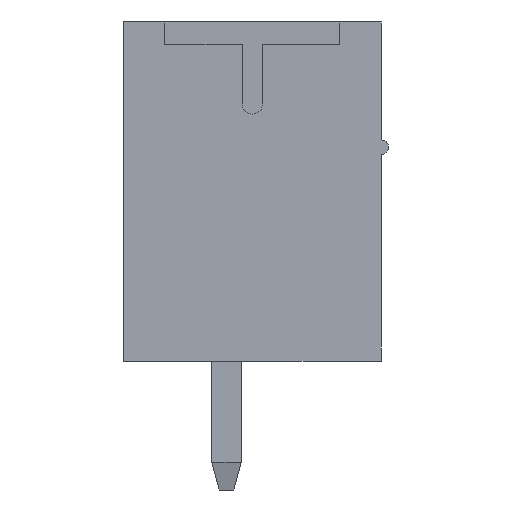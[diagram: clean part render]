
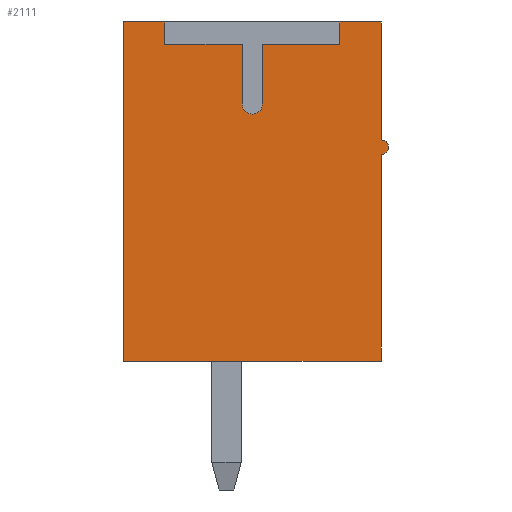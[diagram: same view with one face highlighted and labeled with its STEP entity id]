
A CAD part, left-side view. The second image highlights one B-rep face of the part: STEP entity #2111.
In plain terms, the highlighted planar face has unit normal (-1, 0, 0).
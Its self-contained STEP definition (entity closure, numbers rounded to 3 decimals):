
#2111 = ADVANCED_FACE( '', ( #4363 ), #4364, .F. );
#4363 = FACE_OUTER_BOUND( '', #6769, .T. );
#4364 = PLANE( '', #6770 );
#6769 = EDGE_LOOP( '', ( #12820, #12821, #12822, #12823, #12824, #12825, #12826, #12827, #12828, #12829, #12830, #12831, #12832, #12833 ) );
#6770 = AXIS2_PLACEMENT_3D( '', #12834, #12835, #12836 );
#12820 = ORIENTED_EDGE( '', *, *, #16847, .T. );
#12821 = ORIENTED_EDGE( '', *, *, #17172, .T. );
#12822 = ORIENTED_EDGE( '', *, *, #17353, .T. );
#12823 = ORIENTED_EDGE( '', *, *, #17354, .T. );
#12824 = ORIENTED_EDGE( '', *, *, #15288, .T. );
#12825 = ORIENTED_EDGE( '', *, *, #16310, .T. );
#12826 = ORIENTED_EDGE( '', *, *, #15143, .T. );
#12827 = ORIENTED_EDGE( '', *, *, #17355, .T. );
#12828 = ORIENTED_EDGE( '', *, *, #17356, .T. );
#12829 = ORIENTED_EDGE( '', *, *, #17174, .T. );
#12830 = ORIENTED_EDGE( '', *, *, #15319, .T. );
#12831 = ORIENTED_EDGE( '', *, *, #17357, .T. );
#12832 = ORIENTED_EDGE( '', *, *, #15499, .T. );
#12833 = ORIENTED_EDGE( '', *, *, #17358, .T. );
#12834 = CARTESIAN_POINT( '', ( -32.83, 0., 2.375 ) );
#12835 = DIRECTION( '', ( 1., 0., 0. ) );
#12836 = DIRECTION( '', ( 0., 0., -1. ) );
#15143 = EDGE_CURVE( '', #18355, #18353, #18356, .T. );
#15288 = EDGE_CURVE( '', #18609, #18607, #18610, .T. );
#15319 = EDGE_CURVE( '', #18659, #18660, #18661, .T. );
#15499 = EDGE_CURVE( '', #18978, #18979, #18980, .T. );
#16310 = EDGE_CURVE( '', #18607, #18355, #20289, .T. );
#16847 = EDGE_CURVE( '', #21056, #21057, #21058, .T. );
#17172 = EDGE_CURVE( '', #21057, #21460, #21462, .T. );
#17174 = EDGE_CURVE( '', #21464, #18659, #21465, .T. );
#17353 = EDGE_CURVE( '', #21460, #21683, #21684, .T. );
#17354 = EDGE_CURVE( '', #21683, #18609, #21685, .T. );
#17355 = EDGE_CURVE( '', #18353, #21686, #21687, .T. );
#17356 = EDGE_CURVE( '', #21686, #21464, #21688, .T. );
#17357 = EDGE_CURVE( '', #18660, #18978, #21689, .T. );
#17358 = EDGE_CURVE( '', #18979, #21056, #21690, .F. );
#18353 = VERTEX_POINT( '', #22986 );
#18355 = VERTEX_POINT( '', #22989 );
#18356 = LINE( '', #22990, #22991 );
#18607 = VERTEX_POINT( '', #23345 );
#18609 = VERTEX_POINT( '', #23348 );
#18610 = LINE( '', #23349, #23350 );
#18659 = VERTEX_POINT( '', #23422 );
#18660 = VERTEX_POINT( '', #23423 );
#18661 = LINE( '', #23424, #23425 );
#18978 = VERTEX_POINT( '', #23903 );
#18979 = VERTEX_POINT( '', #23904 );
#18980 = LINE( '', #23905, #23906 );
#20289 = CIRCLE( '', #25827, 0.275 );
#21056 = VERTEX_POINT( '', #26965 );
#21057 = VERTEX_POINT( '', #26966 );
#21058 = LINE( '', #26967, #26968 );
#21460 = VERTEX_POINT( '', #27572 );
#21462 = LINE( '', #27575, #27576 );
#21464 = VERTEX_POINT( '', #27579 );
#21465 = LINE( '', #27580, #27581 );
#21683 = VERTEX_POINT( '', #27930 );
#21684 = LINE( '', #27931, #27932 );
#21685 = LINE( '', #27933, #27934 );
#21686 = VERTEX_POINT( '', #27935 );
#21687 = LINE( '', #27936, #27937 );
#21688 = LINE( '', #27938, #27939 );
#21689 = LINE( '', #27940, #27941 );
#21690 = CIRCLE( '', #27942, 0.2 );
#22986 = CARTESIAN_POINT( '', ( -32.83, 0.275, 4. ) );
#22989 = CARTESIAN_POINT( '', ( -32.83, 0.275, 2.375 ) );
#22990 = CARTESIAN_POINT( '', ( -32.83, 0.275, 2.375 ) );
#22991 = VECTOR( '', #28794, 1000. );
#23345 = CARTESIAN_POINT( '', ( -32.83, -0.275, 2.375 ) );
#23348 = CARTESIAN_POINT( '', ( -32.83, -0.275, 4. ) );
#23349 = CARTESIAN_POINT( '', ( -32.83, -0.275, 4. ) );
#23350 = VECTOR( '', #28935, 1000. );
#23422 = CARTESIAN_POINT( '', ( -32.83, 3.5, 4.6 ) );
#23423 = CARTESIAN_POINT( '', ( -32.83, 3.5, -4.6 ) );
#23424 = CARTESIAN_POINT( '', ( -32.83, 3.5, 4.6 ) );
#23425 = VECTOR( '', #28959, 1000. );
#23903 = CARTESIAN_POINT( '', ( -32.83, -3.5, -4.6 ) );
#23904 = CARTESIAN_POINT( '', ( -32.83, -3.5, 1. ) );
#23905 = CARTESIAN_POINT( '', ( -32.83, -3.5, -4.6 ) );
#23906 = VECTOR( '', #29136, 1000. );
#25827 = AXIS2_PLACEMENT_3D( '', #29848, #29849, #29850 );
#26965 = CARTESIAN_POINT( '', ( -32.83, -3.5, 1.4 ) );
#26966 = CARTESIAN_POINT( '', ( -32.83, -3.5, 4.6 ) );
#26967 = CARTESIAN_POINT( '', ( -32.83, -3.5, 1.4 ) );
#26968 = VECTOR( '', #30285, 1000. );
#27572 = CARTESIAN_POINT( '', ( -32.83, -2.375, 4.6 ) );
#27575 = CARTESIAN_POINT( '', ( -32.83, -3.871, 4.6 ) );
#27576 = VECTOR( '', #30531, 1000. );
#27579 = CARTESIAN_POINT( '', ( -32.83, 2.375, 4.6 ) );
#27580 = CARTESIAN_POINT( '', ( -32.83, 2.375, 4.6 ) );
#27581 = VECTOR( '', #30533, 1000. );
#27930 = CARTESIAN_POINT( '', ( -32.83, -2.375, 4. ) );
#27931 = CARTESIAN_POINT( '', ( -32.83, -2.375, 4.6 ) );
#27932 = VECTOR( '', #30680, 1000. );
#27933 = CARTESIAN_POINT( '', ( -32.83, -2.375, 4. ) );
#27934 = VECTOR( '', #30681, 1000. );
#27935 = CARTESIAN_POINT( '', ( -32.83, 2.375, 4. ) );
#27936 = CARTESIAN_POINT( '', ( -32.83, 0.275, 4. ) );
#27937 = VECTOR( '', #30682, 1000. );
#27938 = CARTESIAN_POINT( '', ( -32.83, 2.375, 4. ) );
#27939 = VECTOR( '', #30683, 1000. );
#27940 = CARTESIAN_POINT( '', ( -32.83, 3.5, -4.6 ) );
#27941 = VECTOR( '', #30684, 1000. );
#27942 = AXIS2_PLACEMENT_3D( '', #30685, #30686, #30687 );
#28794 = DIRECTION( '', ( 0., 0., 1. ) );
#28935 = DIRECTION( '', ( 0., 0., -1. ) );
#28959 = DIRECTION( '', ( 0., 0., -1. ) );
#29136 = DIRECTION( '', ( 0., 0., 1. ) );
#29848 = CARTESIAN_POINT( '', ( -32.83, 0., 2.375 ) );
#29849 = DIRECTION( '', ( 1., 0., 0. ) );
#29850 = DIRECTION( '', ( 0., -1., 0. ) );
#30285 = DIRECTION( '', ( 0., 0., 1. ) );
#30531 = DIRECTION( '', ( 0., 1., 0. ) );
#30533 = DIRECTION( '', ( 0., 1., 0. ) );
#30680 = DIRECTION( '', ( 0., 0., -1. ) );
#30681 = DIRECTION( '', ( 0., 1., 0. ) );
#30682 = DIRECTION( '', ( 0., 1., 0. ) );
#30683 = DIRECTION( '', ( 0., 0., 1. ) );
#30684 = DIRECTION( '', ( 0., -1., 0. ) );
#30685 = CARTESIAN_POINT( '', ( -32.83, -3.5, 1.2 ) );
#30686 = DIRECTION( '', ( 1., 0., 0. ) );
#30687 = DIRECTION( '', ( 0., 0., -1. ) );
